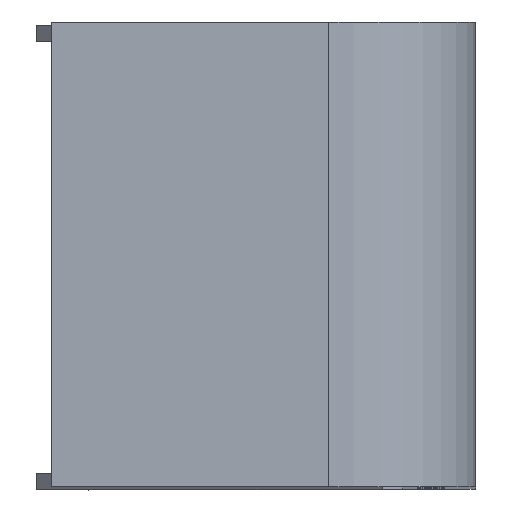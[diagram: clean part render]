
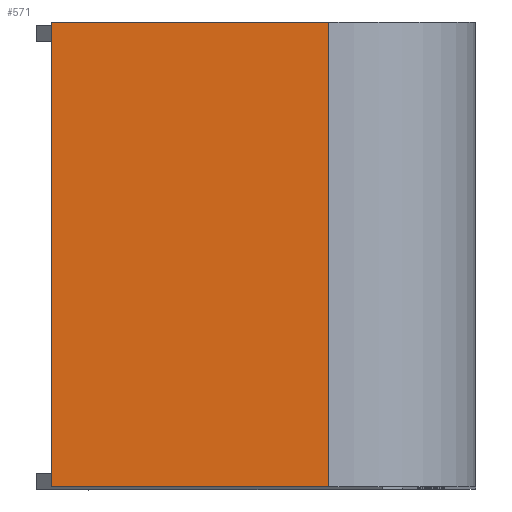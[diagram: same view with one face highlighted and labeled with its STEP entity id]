
A CAD part, top view. The second image highlights one B-rep face of the part: STEP entity #571.
In plain terms, the highlighted planar face has unit normal (0, 0, 1).
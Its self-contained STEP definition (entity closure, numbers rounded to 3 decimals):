
#32 = LINE ( 'NONE', #220, #1905 ) ;
#72 = EDGE_CURVE ( 'NONE', #1890, #1313, #1200, .T. ) ;
#100 = VECTOR ( 'NONE', #1590, 1000. ) ;
#165 = DIRECTION ( 'NONE',  ( 1., 0., 0. ) ) ;
#220 = CARTESIAN_POINT ( 'NONE',  ( 48.362, 57., 191.708 ) ) ;
#350 = DIRECTION ( 'NONE',  ( 0., -1., 0. ) ) ;
#485 = PLANE ( 'NONE',  #807 ) ;
#495 = CARTESIAN_POINT ( 'NONE',  ( 48.362, 57., 191.708 ) ) ;
#555 = CARTESIAN_POINT ( 'NONE',  ( 48.362, 0., 191.708 ) ) ;
#571 = ADVANCED_FACE ( 'NONE', ( #2277 ), #485, .T. ) ;
#575 = CARTESIAN_POINT ( 'NONE',  ( 14.362, 57., 191.708 ) ) ;
#718 = DIRECTION ( 'NONE',  ( -1., 0., 0. ) ) ;
#807 = AXIS2_PLACEMENT_3D ( 'NONE', #1556, #1740, #165 ) ;
#880 = ORIENTED_EDGE ( 'NONE', *, *, #72, .T. ) ;
#914 = CARTESIAN_POINT ( 'NONE',  ( 14.362, 0., 191.708 ) ) ;
#1022 = CARTESIAN_POINT ( 'NONE',  ( 48.362, 0., 191.708 ) ) ;
#1076 = EDGE_LOOP ( 'NONE', ( #1446, #1332, #1786, #880 ) ) ;
#1103 = CARTESIAN_POINT ( 'NONE',  ( 14.362, 57., 191.708 ) ) ;
#1200 = LINE ( 'NONE', #2252, #1652 ) ;
#1262 = VERTEX_POINT ( 'NONE', #914 ) ;
#1284 = VECTOR ( 'NONE', #718, 1000. ) ;
#1313 = VERTEX_POINT ( 'NONE', #575 ) ;
#1332 = ORIENTED_EDGE ( 'NONE', *, *, #2235, .F. ) ;
#1446 = ORIENTED_EDGE ( 'NONE', *, *, #2228, .T. ) ;
#1492 = VERTEX_POINT ( 'NONE', #1022 ) ;
#1556 = CARTESIAN_POINT ( 'NONE',  ( 48.362, 57., 191.708 ) ) ;
#1590 = DIRECTION ( 'NONE',  ( 0., -1., 0. ) ) ;
#1601 = LINE ( 'NONE', #555, #1284 ) ;
#1642 = EDGE_CURVE ( 'NONE', #1890, #1492, #32, .T. ) ;
#1652 = VECTOR ( 'NONE', #2230, 1000. ) ;
#1740 = DIRECTION ( 'NONE',  ( 0., 0., 1. ) ) ;
#1786 = ORIENTED_EDGE ( 'NONE', *, *, #1642, .F. ) ;
#1795 = LINE ( 'NONE', #1103, #100 ) ;
#1890 = VERTEX_POINT ( 'NONE', #495 ) ;
#1905 = VECTOR ( 'NONE', #350, 1000. ) ;
#2228 = EDGE_CURVE ( 'NONE', #1313, #1262, #1795, .T. ) ;
#2230 = DIRECTION ( 'NONE',  ( -1., 0., 0. ) ) ;
#2235 = EDGE_CURVE ( 'NONE', #1492, #1262, #1601, .T. ) ;
#2252 = CARTESIAN_POINT ( 'NONE',  ( 48.362, 57., 191.708 ) ) ;
#2277 = FACE_OUTER_BOUND ( 'NONE', #1076, .T. ) ;
